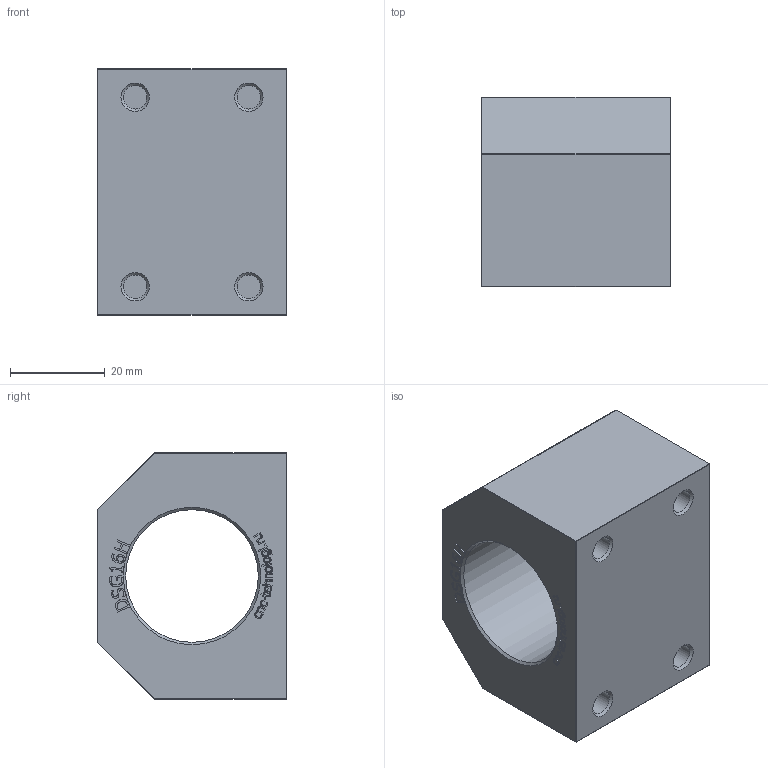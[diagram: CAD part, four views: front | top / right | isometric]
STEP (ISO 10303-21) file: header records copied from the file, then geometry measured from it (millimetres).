
FILE_DESCRIPTION(/* description */ (''),/* implementation_level */ '2;1');
FILE_NAME(/* name */ 'DSG16H.stp',/* time_stamp */ '2020-08-10T13:28:03+03:00',/* author */ ('Prot'),/* organization */ (''),/* preprocessor_version */ 'ST-DEVELOPER v18',/* originating_system */ 'Autodesk Inventor 2020',/* authorisation */ '');
FILE_SCHEMA (('AUTOMOTIVE_DESIGN { 1 0 10303 214 3 1 1 }'));
Length unit declared in the file: millimetre
Products named in the file (1): DSG16H
Bounding box: 40 x 40 x 52 mm (x, y, z)
Volume: 49421 mm3; surface area: 15543.7 mm2
Topology: 1 solids, 1 shells, 389 faces, 996 edges, 648 vertices
Faces by surface type: plane 210, bspline 156, cone 12, cylinder 11
Full cylindrical faces by diameter (mm): 5 x10, 28 x1
Entity records: 12475 total; most frequent: CARTESIAN_POINT 4062, ORIENTED_EDGE 1992, DIRECTION 1186, EDGE_CURVE 996, LINE 650, VECTOR 650, VERTEX_POINT 648, EDGE_LOOP 430
